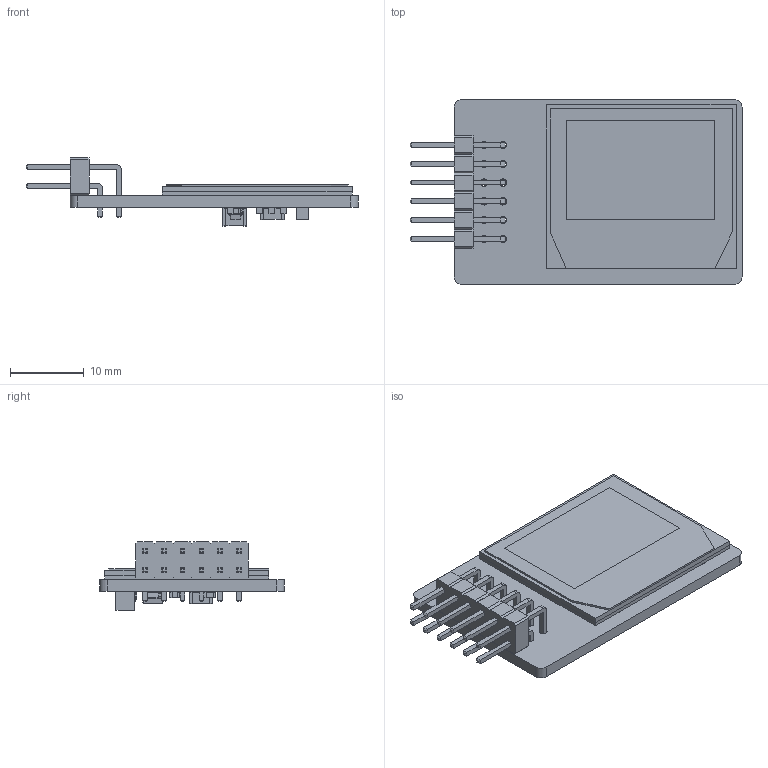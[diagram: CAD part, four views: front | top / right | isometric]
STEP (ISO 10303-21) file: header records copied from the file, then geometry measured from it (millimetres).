
FILE_DESCRIPTION(('KiCad electronic assembly'),'2;1');
FILE_NAME('rgb_oled_0.95in.step','2018-11-14T00:33:43',('An Author'),( 'A Company'),'Open CASCADE STEP processor 6.9', 'KiCad to STEP converter','Unknown');
FILE_SCHEMA(('AUTOMOTIVE_DESIGN { 1 0 10303 214 1 1 1 1 }'));
Length unit declared in the file: millimetre
Products named in the file (16): Open CASCADE STEP translator 6.9 1; PinHeader_2x06_P2.54mm_Horizontal; SOLID; C_1206_3216Metric; UG-9664HDDAG01_v1; COMPOUND; SOT-23-5; C_0603_1608Metric; L_1210_3225Metric; D_SOD-123
Assembly tree (20 placements, depth 3):
  Open CASCADE STEP translator 6.9 1
    PinHeader_2x06_P2.54mm_Horizontal
      SOLID
    C_1206_3216Metric  x2
      SOLID
    UG-9664HDDAG01_v1
      COMPOUND
    SOT-23-5
      SOLID
    C_0603_1608Metric  x5
      SOLID
    L_1210_3225Metric
      SOLID
    D_SOD-123
      SOLID
    COMPOUND
Bounding box: 44.98 x 25 x 9.28 mm (x, y, z)
Volume: 2670.5 mm3; surface area: 6561.3 mm2
Topology: 16 solids, 16 shells, 746 faces, 1843 edges, 1170 vertices
Faces by surface type: plane 537, cylinder 154, bspline 55
Full cylindrical faces by diameter (mm): 1 x14
Entity records: 40998 total; most frequent: CARTESIAN_POINT 6720, DIRECTION 5552, LINE 3908, VECTOR 3908, ORIENTED_EDGE 2966, PCURVE 2966, DEFINITIONAL_REPRESENTATION 2966, EDGE_CURVE 1483
